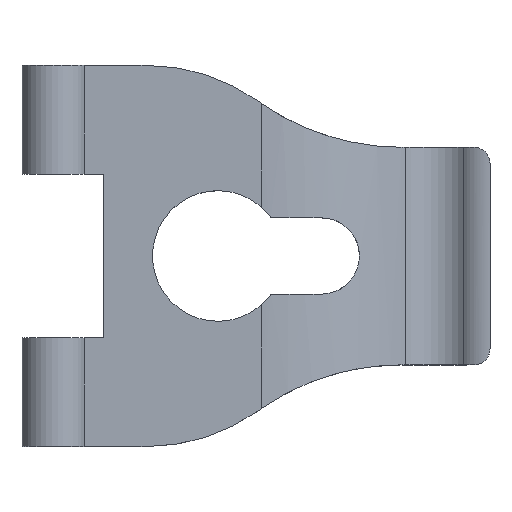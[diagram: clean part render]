
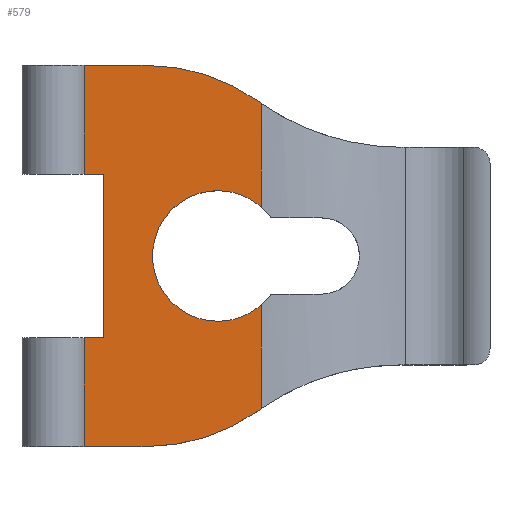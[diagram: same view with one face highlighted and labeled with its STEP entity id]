
A CAD part, top view. The second image highlights one B-rep face of the part: STEP entity #579.
In plain terms, the highlighted planar face has unit normal (0, 0, 1).
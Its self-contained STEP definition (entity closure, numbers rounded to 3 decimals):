
#28=PLANE('',#625);
#44=FACE_OUTER_BOUND('',#73,.T.);
#73=EDGE_LOOP('',(#412,#413,#414,#415,#416,#417,#418,#419,#420,#421,#422,
#423,#424,#425));
#116=LINE('',#904,#156);
#117=LINE('',#910,#157);
#118=LINE('',#917,#158);
#119=LINE('',#922,#159);
#120=LINE('',#924,#160);
#121=LINE('',#926,#161);
#122=LINE('',#927,#162);
#123=LINE('',#929,#163);
#124=LINE('',#934,#164);
#156=VECTOR('',#709,20.);
#157=VECTOR('',#716,20.);
#158=VECTOR('',#723,19.073);
#159=VECTOR('',#728,11.546);
#160=VECTOR('',#729,3.546);
#161=VECTOR('',#730,30.);
#162=VECTOR('',#731,3.546);
#163=VECTOR('',#732,11.546);
#164=VECTOR('',#737,19.073);
#215=CIRCLE('',#626,12.);
#216=CIRCLE('',#627,45.);
#217=CIRCLE('',#628,35.);
#218=CIRCLE('',#629,35.);
#219=CIRCLE('',#630,45.);
#254=VERTEX_POINT('',#901);
#255=VERTEX_POINT('',#903);
#256=VERTEX_POINT('',#907);
#257=VERTEX_POINT('',#909);
#258=VERTEX_POINT('',#913);
#259=VERTEX_POINT('',#914);
#260=VERTEX_POINT('',#916);
#261=VERTEX_POINT('',#918);
#262=VERTEX_POINT('',#920);
#263=VERTEX_POINT('',#923);
#264=VERTEX_POINT('',#925);
#265=VERTEX_POINT('',#928);
#266=VERTEX_POINT('',#930);
#267=VERTEX_POINT('',#932);
#316=EDGE_CURVE('',#255,#254,#116,.T.);
#319=EDGE_CURVE('',#257,#256,#117,.T.);
#321=EDGE_CURVE('',#258,#259,#215,.T.);
#322=EDGE_CURVE('',#259,#260,#118,.T.);
#323=EDGE_CURVE('',#260,#261,#216,.T.);
#324=EDGE_CURVE('',#261,#262,#217,.T.);
#325=EDGE_CURVE('',#262,#255,#119,.T.);
#326=EDGE_CURVE('',#254,#263,#120,.T.);
#327=EDGE_CURVE('',#263,#264,#121,.T.);
#328=EDGE_CURVE('',#264,#257,#122,.T.);
#329=EDGE_CURVE('',#256,#265,#123,.T.);
#330=EDGE_CURVE('',#265,#266,#218,.T.);
#331=EDGE_CURVE('',#266,#267,#219,.T.);
#332=EDGE_CURVE('',#267,#258,#124,.T.);
#412=ORIENTED_EDGE('',*,*,#321,.T.);
#413=ORIENTED_EDGE('',*,*,#322,.T.);
#414=ORIENTED_EDGE('',*,*,#323,.T.);
#415=ORIENTED_EDGE('',*,*,#324,.T.);
#416=ORIENTED_EDGE('',*,*,#325,.T.);
#417=ORIENTED_EDGE('',*,*,#316,.T.);
#418=ORIENTED_EDGE('',*,*,#326,.T.);
#419=ORIENTED_EDGE('',*,*,#327,.T.);
#420=ORIENTED_EDGE('',*,*,#328,.T.);
#421=ORIENTED_EDGE('',*,*,#319,.T.);
#422=ORIENTED_EDGE('',*,*,#329,.T.);
#423=ORIENTED_EDGE('',*,*,#330,.T.);
#424=ORIENTED_EDGE('',*,*,#331,.T.);
#425=ORIENTED_EDGE('',*,*,#332,.T.);
#579=ADVANCED_FACE('',(#44),#28,.T.);
#625=AXIS2_PLACEMENT_3D('',#912,#719,#720);
#626=AXIS2_PLACEMENT_3D('',#915,#721,#722);
#627=AXIS2_PLACEMENT_3D('',#919,#724,#725);
#628=AXIS2_PLACEMENT_3D('',#921,#726,#727);
#629=AXIS2_PLACEMENT_3D('',#931,#733,#734);
#630=AXIS2_PLACEMENT_3D('',#933,#735,#736);
#709=DIRECTION('',(0.,-1.,0.));
#716=DIRECTION('',(0.,-1.,0.));
#719=DIRECTION('center_axis',(0.,0.,1.));
#720=DIRECTION('ref_axis',(1.,0.,0.));
#721=DIRECTION('center_axis',(0.,0.,-1.));
#722=DIRECTION('ref_axis',(-0.812,-0.583,0.));
#723=DIRECTION('',(0.,1.,0.));
#724=DIRECTION('center_axis',(0.,0.,-1.));
#725=DIRECTION('ref_axis',(-0.583,-0.813,0.));
#726=DIRECTION('center_axis',(0.,0.,1.));
#727=DIRECTION('ref_axis',(-0.583,-0.813,0.));
#728=DIRECTION('',(-1.,0.,0.));
#729=DIRECTION('',(1.,0.,0.));
#730=DIRECTION('',(0.,-1.,0.));
#731=DIRECTION('',(-1.,0.,0.));
#732=DIRECTION('',(1.,0.,0.));
#733=DIRECTION('center_axis',(0.,0.,1.));
#734=DIRECTION('ref_axis',(0.,1.,0.));
#735=DIRECTION('center_axis',(0.,0.,-1.));
#736=DIRECTION('ref_axis',(0.,1.,0.));
#737=DIRECTION('',(0.,1.,0.));
#901=CARTESIAN_POINT('',(-24.546,15.,27.832));
#903=CARTESIAN_POINT('',(-24.546,35.,27.832));
#904=CARTESIAN_POINT('',(-24.546,0.,27.832));
#907=CARTESIAN_POINT('',(-24.546,-35.,27.832));
#909=CARTESIAN_POINT('',(-24.546,-15.,27.832));
#910=CARTESIAN_POINT('',(-24.546,0.,27.832));
#912=CARTESIAN_POINT('Origin',(8.,0.,27.832));
#913=CARTESIAN_POINT('',(8.,-8.944,27.832));
#914=CARTESIAN_POINT('',(8.,8.944,27.832));
#915=CARTESIAN_POINT('Origin',(0.,0.,27.832));
#916=CARTESIAN_POINT('',(8.,28.017,27.832));
#917=CARTESIAN_POINT('',(8.,0.,27.832));
#918=CARTESIAN_POINT('',(7.404,28.438,27.832));
#919=CARTESIAN_POINT('Origin',(33.637,65.,27.832));
#920=CARTESIAN_POINT('',(-13.,35.,27.832));
#921=CARTESIAN_POINT('Origin',(-13.,0.,27.832));
#922=CARTESIAN_POINT('',(-14.,35.,27.832));
#923=CARTESIAN_POINT('',(-21.,15.,27.832));
#924=CARTESIAN_POINT('',(-6.5,15.,27.832));
#925=CARTESIAN_POINT('',(-21.,-15.,27.832));
#926=CARTESIAN_POINT('',(-21.,0.,27.832));
#927=CARTESIAN_POINT('',(-14.,-15.,27.832));
#928=CARTESIAN_POINT('',(-13.,-35.,27.832));
#929=CARTESIAN_POINT('',(-2.5,-35.,27.832));
#930=CARTESIAN_POINT('',(7.404,-28.438,27.832));
#931=CARTESIAN_POINT('Origin',(-13.,0.,27.832));
#932=CARTESIAN_POINT('',(8.,-28.017,27.832));
#933=CARTESIAN_POINT('Origin',(33.637,-65.,27.832));
#934=CARTESIAN_POINT('',(8.,0.,27.832));
